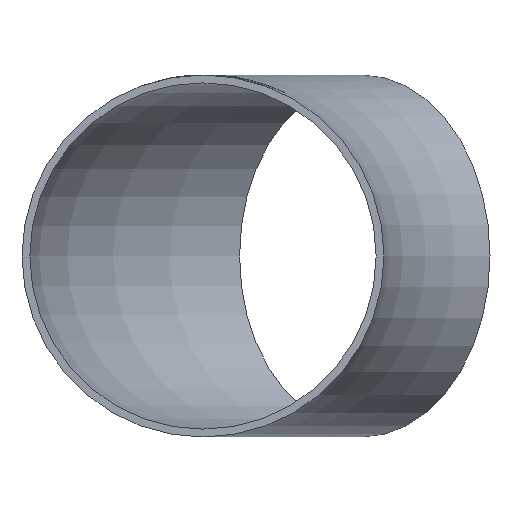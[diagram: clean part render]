
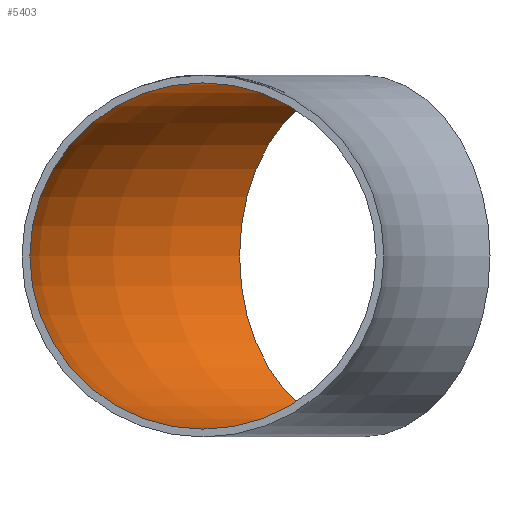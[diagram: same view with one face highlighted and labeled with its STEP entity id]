
A CAD part, front view. The second image highlights one B-rep face of the part: STEP entity #5403.
In plain terms, the highlighted toroidal (fillet/blend) face has major radius 114.3 mm and minor radius 36.449 mm.
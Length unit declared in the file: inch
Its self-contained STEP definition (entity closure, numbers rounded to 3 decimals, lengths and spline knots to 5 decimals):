
#15=CIRCLE('',#5563,1.435);
#16=CIRCLE('',#5564,1.435);
#45=FACE_BOUND('',#1497,.T.);
#1167=FACE_OUTER_BOUND('',#1496,.T.);
#1496=EDGE_LOOP('',(#5044));
#1497=EDGE_LOOP('',(#5045));
#2593=VERTEX_POINT('',#12337);
#2594=VERTEX_POINT('',#12339);
#3413=EDGE_CURVE('',#2593,#2593,#15,.T.);
#3414=EDGE_CURVE('',#2594,#2594,#16,.T.);
#5044=ORIENTED_EDGE('',*,*,#3413,.F.);
#5045=ORIENTED_EDGE('',*,*,#3414,.F.);
#5082=TOROIDAL_SURFACE('',#5562,4.5,1.435);
#5403=ADVANCED_FACE('',(#1167,#45),#5082,.F.);
#5562=AXIS2_PLACEMENT_3D('',#12336,#6146,#6147);
#5563=AXIS2_PLACEMENT_3D('',#12338,#6148,#6149);
#5564=AXIS2_PLACEMENT_3D('',#12340,#6150,#6151);
#6146=DIRECTION('center_axis',(0.,0.,-1.));
#6147=DIRECTION('ref_axis',(-1.,0.,0.));
#6148=DIRECTION('center_axis',(-0.707,-0.707,0.));
#6149=DIRECTION('ref_axis',(-0.707,0.707,0.));
#6150=DIRECTION('center_axis',(0.,1.,0.));
#6151=DIRECTION('ref_axis',(-1.,0.,0.));
#12336=CARTESIAN_POINT('Origin',(4.5,0.,0.));
#12337=CARTESIAN_POINT('',(0.30332,4.19668,0.));
#12338=CARTESIAN_POINT('Origin',(1.31802,3.18198,0.));
#12339=CARTESIAN_POINT('',(-1.435,0.,0.));
#12340=CARTESIAN_POINT('Origin',(0.,0.,0.));
